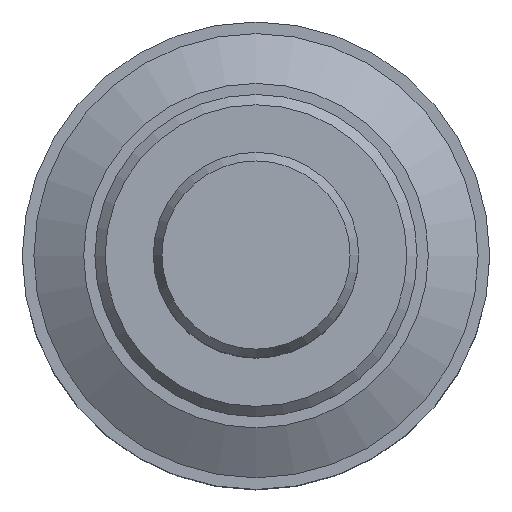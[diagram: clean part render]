
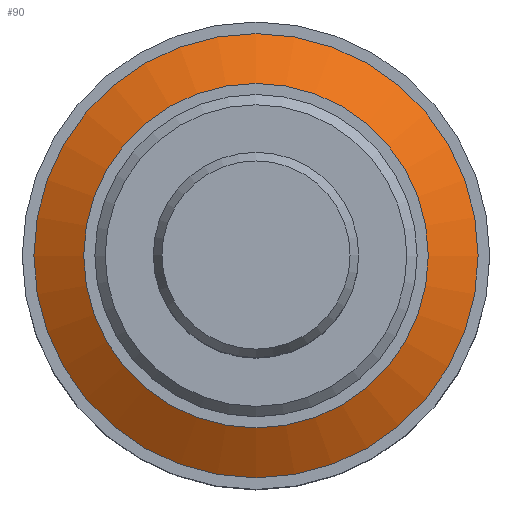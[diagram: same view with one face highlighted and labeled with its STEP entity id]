
A CAD part, top view. The second image highlights one B-rep face of the part: STEP entity #90.
In plain terms, the highlighted conical face has half-angle 59.621 degrees and reference radius 5.896 mm.
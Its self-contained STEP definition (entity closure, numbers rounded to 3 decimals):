
#90=ADVANCED_FACE('',(#131,#132),#101,.T.);
#101=CONICAL_SURFACE('',#316,5.896,59.621);
#131=FACE_BOUND('',#171,.T.);
#132=FACE_BOUND('',#172,.T.);
#171=EDGE_LOOP('',(#211));
#172=EDGE_LOOP('',(#212));
#211=ORIENTED_EDGE('',*,*,#255,.T.);
#212=ORIENTED_EDGE('',*,*,#256,.F.);
#235=VERTEX_POINT('',#459);
#236=VERTEX_POINT('',#462);
#255=EDGE_CURVE('',#235,#235,#275,.T.);
#256=EDGE_CURVE('',#236,#236,#276,.T.);
#275=CIRCLE('',#313,7.602);
#276=CIRCLE('',#315,5.896);
#313=AXIS2_PLACEMENT_3D('',#458,#390,#391);
#315=AXIS2_PLACEMENT_3D('',#461,#394,#395);
#316=AXIS2_PLACEMENT_3D('',#463,#396,#397);
#390=DIRECTION('',(0.,0.,1.));
#391=DIRECTION('',(1.,0.,0.));
#394=DIRECTION('',(0.,0.,1.));
#395=DIRECTION('',(1.,0.,0.));
#396=DIRECTION('',(0.,0.,-1.));
#397=DIRECTION('',(-1.,0.,0.));
#458=CARTESIAN_POINT('',(0.,0.,-2.353));
#459=CARTESIAN_POINT('',(7.602,0.,-2.353));
#461=CARTESIAN_POINT('',(0.,0.,-1.353));
#462=CARTESIAN_POINT('',(5.896,0.,-1.353));
#463=CARTESIAN_POINT('',(0.,0.,-1.353));
